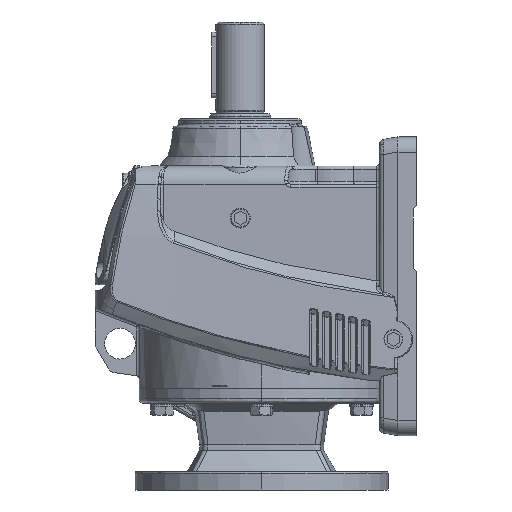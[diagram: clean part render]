
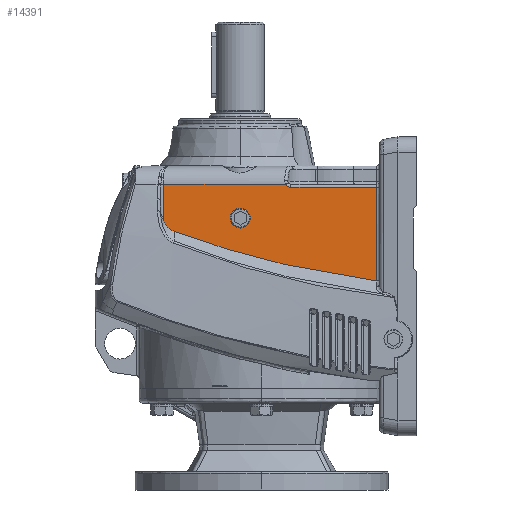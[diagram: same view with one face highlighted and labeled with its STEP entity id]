
A CAD part, left-side view. The second image highlights one B-rep face of the part: STEP entity #14391.
In plain terms, the highlighted planar face has unit normal (-1, 0, 0).
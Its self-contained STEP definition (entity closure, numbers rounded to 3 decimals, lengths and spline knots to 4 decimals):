
#815 = EDGE_CURVE ( 'NONE', #7753, #46556, #45742, .T. ) ;
#971 = VERTEX_POINT ( 'NONE', #8854 ) ;
#1985 = CARTESIAN_POINT ( 'NONE',  ( -2.9552, 3.0603, -0.5512 ) ) ;
#1997 = VERTEX_POINT ( 'NONE', #35537 ) ;
#2055 = VECTOR ( 'NONE', #43429, 39.3701 ) ;
#2967 = CARTESIAN_POINT ( 'NONE',  ( -2.9552, 6.1046, -1.6544 ) ) ;
#3035 = CARTESIAN_POINT ( 'NONE',  ( -2.9552, 6.0446, -1.6812 ) ) ;
#3884 = VERTEX_POINT ( 'NONE', #24705 ) ;
#4785 = EDGE_CURVE ( 'NONE', #3884, #56287, #36978, .T. ) ;
#4899 = CARTESIAN_POINT ( 'NONE',  ( -2.9552, 6.3023, -1.4401 ) ) ;
#6113 = CARTESIAN_POINT ( 'NONE',  ( -2.9552, 3.1836, -0.4724 ) ) ;
#6210 = CARTESIAN_POINT ( 'NONE',  ( -2.9552, 3.1766, -0.4845 ) ) ;
#6402 = LINE ( 'NONE', #18305, #15311 ) ;
#7127 = CARTESIAN_POINT ( 'NONE',  ( -2.9552, 4.3504, -1.3386 ) ) ;
#7748 = CARTESIAN_POINT ( 'NONE',  ( -2.9552, 6.1951, -1.584 ) ) ;
#7753 = VERTEX_POINT ( 'NONE', #43150 ) ;
#8238 = AXIS2_PLACEMENT_3D ( 'NONE', #45308, #19137, #49681 ) ;
#8854 = CARTESIAN_POINT ( 'NONE',  ( -2.9552, 3.0464, -0.5512 ) ) ;
#9077 = EDGE_CURVE ( 'NONE', #48388, #39146, #21057, .T. ) ;
#9689 = CARTESIAN_POINT ( 'NONE',  ( -2.9552, 6.0446, -1.6812 ) ) ;
#11663 = CARTESIAN_POINT ( 'NONE',  ( -2.9552, 1.2412, -2.9016 ) ) ;
#11914 = CARTESIAN_POINT ( 'NONE',  ( -2.9552, 0.8465, -0.5512 ) ) ;
#12068 = ORIENTED_EDGE ( 'NONE', *, *, #815, .F. ) ;
#12438 = CARTESIAN_POINT ( 'NONE',  ( -2.9551, 0.854, -2.9533 ) ) ;
#12844 = B_SPLINE_CURVE_WITH_KNOTS ( 'NONE', 3,
 ( #29829, #55976, #38616, #12438 ),
 .UNSPECIFIED., .F., .F.,
 ( 4, 4 ),
 ( 0., 0.0002 ),
 .UNSPECIFIED. ) ;
#13441 = EDGE_CURVE ( 'NONE', #39146, #971, #37876, .T. ) ;
#14391 = ADVANCED_FACE ( 'NONE', ( #54506, #55892 ), #18691, .F. ) ;
#15040 = CARTESIAN_POINT ( 'NONE',  ( -2.9552, 3.1487, -0.5148 ) ) ;
#15089 = DIRECTION ( 'NONE',  ( -1., 0., 0. ) ) ;
#15311 = VECTOR ( 'NONE', #22741, 39.3701 ) ;
#15706 = EDGE_CURVE ( 'NONE', #52044, #7753, #27385, .T. ) ;
#16052 = CARTESIAN_POINT ( 'NONE',  ( -2.9552, 2.0347, -2.7738 ) ) ;
#17475 = VECTOR ( 'NONE', #46854, 39.3701 ) ;
#17887 = CARTESIAN_POINT ( 'NONE',  ( -2.9552, 6.286, -1.469 ) ) ;
#18305 = CARTESIAN_POINT ( 'NONE',  ( -2.9552, 6.3166, -2.8652 ) ) ;
#18691 = PLANE ( 'NONE',  #40952 ) ;
#18826 = LINE ( 'NONE', #11914, #17475 ) ;
#19137 = DIRECTION ( 'NONE',  ( -1., 0., 0. ) ) ;
#19416 = CARTESIAN_POINT ( 'NONE',  ( -2.9552, 3.1196, -0.5336 ) ) ;
#19995 = EDGE_CURVE ( 'NONE', #43090, #52044, #12844, .T. ) ;
#20441 = CARTESIAN_POINT ( 'NONE',  ( -2.9552, 2.9298, -2.5956 ) ) ;
#21039 = EDGE_CURVE ( 'NONE', #56287, #3884, #43855, .T. ) ;
#21057 = LINE ( 'NONE', #56688, #53137 ) ;
#22741 = DIRECTION ( 'NONE',  ( 0., 0., 1. ) ) ;
#23114 = DIRECTION ( 'NONE',  ( 1., 0., 0. ) ) ;
#23751 = ORIENTED_EDGE ( 'NONE', *, *, #19995, .F. ) ;
#23819 = CARTESIAN_POINT ( 'NONE',  ( -2.9552, 3.1006, -0.5419 ) ) ;
#23995 = LINE ( 'NONE', #34669, #2055 ) ;
#24705 = CARTESIAN_POINT ( 'NONE',  ( -2.9552, 4.3504, -1.5844 ) ) ;
#24852 = CARTESIAN_POINT ( 'NONE',  ( -2.9552, 4.406, -2.2278 ) ) ;
#27385 = B_SPLINE_CURVE_WITH_KNOTS ( 'NONE', 3,
 ( #33440, #46407, #11663, #42214, #16052, #46597, #20441, #50988, #24852, #55386, #29228, #3035 ),
 .UNSPECIFIED., .F., .F.,
 ( 4, 2, 2, 2, 2, 4 ),
 ( 0., 0.0149, 0.0381, 0.0613, 0.1077, 0.1361 ),
 .UNSPECIFIED. ) ;
#27980 = CARTESIAN_POINT ( 'NONE',  ( -2.9552, 4.3504, -1.0928 ) ) ;
#28229 = CARTESIAN_POINT ( 'NONE',  ( -2.9552, 3.074, -0.5494 ) ) ;
#28586 = EDGE_CURVE ( 'NONE', #971, #1997, #23995, .T. ) ;
#29228 = CARTESIAN_POINT ( 'NONE',  ( -2.9552, 5.695, -1.8105 ) ) ;
#29829 = CARTESIAN_POINT ( 'NONE',  ( -2.9553, 0.8465, -2.9541 ) ) ;
#31262 = ORIENTED_EDGE ( 'NONE', *, *, #15706, .F. ) ;
#32594 = CARTESIAN_POINT ( 'NONE',  ( -2.9552, 3.0464, -0.5512 ) ) ;
#33440 = CARTESIAN_POINT ( 'NONE',  ( -2.9551, 0.854, -2.9533 ) ) ;
#33757 = CARTESIAN_POINT ( 'NONE',  ( -2.9552, 6.0757, -1.6697 ) ) ;
#34392 = ORIENTED_EDGE ( 'NONE', *, *, #13441, .F. ) ;
#34469 = ORIENTED_EDGE ( 'NONE', *, *, #9077, .F. ) ;
#34669 = CARTESIAN_POINT ( 'NONE',  ( -2.9552, 3.5048, -0.5512 ) ) ;
#34926 = ORIENTED_EDGE ( 'NONE', *, *, #21039, .F. ) ;
#35320 = ORIENTED_EDGE ( 'NONE', *, *, #46999, .F. ) ;
#35537 = CARTESIAN_POINT ( 'NONE',  ( -2.9552, 0.8465, -0.5512 ) ) ;
#36348 = EDGE_LOOP ( 'NONE', ( #34926, #49100 ) ) ;
#36792 = CARTESIAN_POINT ( 'NONE',  ( -2.9552, 3.1836, -0.4724 ) ) ;
#36978 = CIRCLE ( 'NONE', #56459, 0.2458 ) ;
#37507 = CARTESIAN_POINT ( 'NONE',  ( -2.9552, 6.3166, -0.4724 ) ) ;
#37876 = B_SPLINE_CURVE_WITH_KNOTS ( 'NONE', 3,
 ( #36792, #6210, #41188, #15040, #45571, #19416, #49957, #23819, #54366, #28229, #1985, #32594 ),
 .UNSPECIFIED., .F., .F.,
 ( 4, 2, 2, 2, 2, 4 ),
 ( 0., 0.25, 0.5, 0.625, 0.75, 1. ),
 .UNSPECIFIED. ) ;
#38616 = CARTESIAN_POINT ( 'NONE',  ( -2.9552, 0.8515, -2.9537 ) ) ;
#39146 = VERTEX_POINT ( 'NONE', #6113 ) ;
#40279 = CARTESIAN_POINT ( 'NONE',  ( -2.9552, 3.5048, -2.8652 ) ) ;
#40449 = ORIENTED_EDGE ( 'NONE', *, *, #43050, .F. ) ;
#40450 = ORIENTED_EDGE ( 'NONE', *, *, #28586, .F. ) ;
#40952 = AXIS2_PLACEMENT_3D ( 'NONE', #40279, #23114, #53643 ) ;
#41188 = CARTESIAN_POINT ( 'NONE',  ( -2.9552, 3.1682, -0.4954 ) ) ;
#42214 = CARTESIAN_POINT ( 'NONE',  ( -2.9552, 1.7349, -2.8255 ) ) ;
#42325 = CARTESIAN_POINT ( 'NONE',  ( -2.9552, 6.145, -1.6268 ) ) ;
#42701 = CARTESIAN_POINT ( 'NONE',  ( -2.9552, 6.1831, -1.5954 ) ) ;
#43050 = EDGE_CURVE ( 'NONE', #1997, #43090, #18826, .T. ) ;
#43090 = VERTEX_POINT ( 'NONE', #55823 ) ;
#43150 = CARTESIAN_POINT ( 'NONE',  ( -2.9552, 6.0446, -1.6812 ) ) ;
#43429 = DIRECTION ( 'NONE',  ( 0., -1., 0. ) ) ;
#43855 = CIRCLE ( 'NONE', #8238, 0.2458 ) ;
#44154 = CARTESIAN_POINT ( 'NONE',  ( -2.9552, 6.158, -1.6168 ) ) ;
#44918 = CARTESIAN_POINT ( 'NONE',  ( -2.9552, 6.3166, -1.4104 ) ) ;
#45308 = CARTESIAN_POINT ( 'NONE',  ( -2.9552, 4.3504, -1.3386 ) ) ;
#45571 = CARTESIAN_POINT ( 'NONE',  ( -2.9552, 3.1375, -0.5233 ) ) ;
#45742 = B_SPLINE_CURVE_WITH_KNOTS ( 'NONE', 3,
 ( #9689, #33757, #2967, #42325, #44154, #42701, #7748, #50140, #50916, #17887, #4899, #46336 ),
 .UNSPECIFIED., .F., .F.,
 ( 4, 2, 2, 2, 2, 4 ),
 ( 0., 0.0025, 0.0037, 0.005, 0.0074, 0.0099 ),
 .UNSPECIFIED. ) ;
#46336 = CARTESIAN_POINT ( 'NONE',  ( -2.9552, 6.3166, -1.4104 ) ) ;
#46407 = CARTESIAN_POINT ( 'NONE',  ( -2.9552, 1.0477, -2.9283 ) ) ;
#46556 = VERTEX_POINT ( 'NONE', #44918 ) ;
#46597 = CARTESIAN_POINT ( 'NONE',  ( -2.9552, 2.6321, -2.6588 ) ) ;
#46854 = DIRECTION ( 'NONE',  ( 0., 0., -1. ) ) ;
#46999 = EDGE_CURVE ( 'NONE', #46556, #48388, #6402, .T. ) ;
#48388 = VERTEX_POINT ( 'NONE', #37507 ) ;
#49100 = ORIENTED_EDGE ( 'NONE', *, *, #4785, .F. ) ;
#49465 = CARTESIAN_POINT ( 'NONE',  ( -2.9551, 0.854, -2.9533 ) ) ;
#49681 = DIRECTION ( 'NONE',  ( 0., 0., 1. ) ) ;
#49957 = CARTESIAN_POINT ( 'NONE',  ( -2.9552, 3.1134, -0.5366 ) ) ;
#50140 = CARTESIAN_POINT ( 'NONE',  ( -2.9552, 6.2291, -1.5487 ) ) ;
#50369 = DIRECTION ( 'NONE',  ( 0., -1., 0. ) ) ;
#50916 = CARTESIAN_POINT ( 'NONE',  ( -2.9552, 6.2494, -1.5232 ) ) ;
#50988 = CARTESIAN_POINT ( 'NONE',  ( -2.9552, 3.8195, -2.3886 ) ) ;
#52044 = VERTEX_POINT ( 'NONE', #49465 ) ;
#52164 = DIRECTION ( 'NONE',  ( 0., 0., 1. ) ) ;
#53137 = VECTOR ( 'NONE', #50369, 39.3701 ) ;
#53643 = DIRECTION ( 'NONE',  ( 0., 0., -1. ) ) ;
#54366 = CARTESIAN_POINT ( 'NONE',  ( -2.9552, 3.094, -0.5441 ) ) ;
#54506 = FACE_BOUND ( 'NONE', #36348, .T. ) ;
#55386 = CARTESIAN_POINT ( 'NONE',  ( -2.9552, 5.3421, -1.9313 ) ) ;
#55823 = CARTESIAN_POINT ( 'NONE',  ( -2.9553, 0.8465, -2.9541 ) ) ;
#55892 = FACE_OUTER_BOUND ( 'NONE', #56192, .T. ) ;
#55976 = CARTESIAN_POINT ( 'NONE',  ( -2.9552, 0.849, -2.9538 ) ) ;
#56192 = EDGE_LOOP ( 'NONE', ( #23751, #40449, #40450, #34392, #34469, #35320, #12068, #31262 ) ) ;
#56287 = VERTEX_POINT ( 'NONE', #27980 ) ;
#56459 = AXIS2_PLACEMENT_3D ( 'NONE', #7127, #15089, #52164 ) ;
#56688 = CARTESIAN_POINT ( 'NONE',  ( -2.9552, 4.0354, -0.4724 ) ) ;
